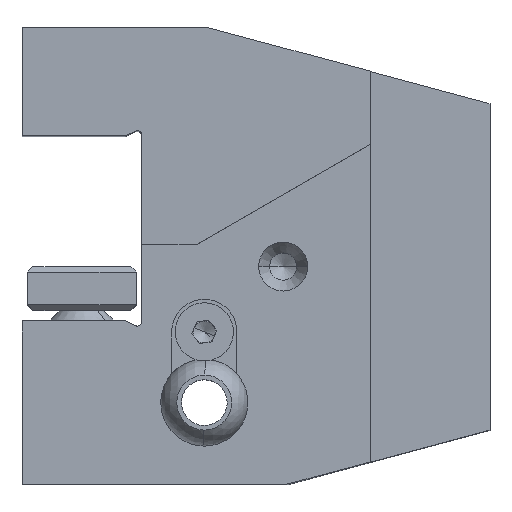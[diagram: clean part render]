
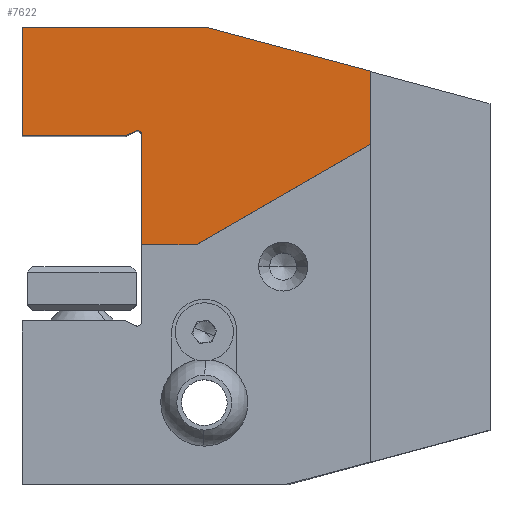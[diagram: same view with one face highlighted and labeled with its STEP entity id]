
A CAD part, top view. The second image highlights one B-rep face of the part: STEP entity #7622.
In plain terms, the highlighted planar face has unit normal (0, 0, 1).
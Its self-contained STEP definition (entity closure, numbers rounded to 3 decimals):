
#4 = CARTESIAN_POINT ( 'NONE',  ( -31.37, 9.991, 48.443 ) ) ;
#56 = CARTESIAN_POINT ( 'NONE',  ( -9.801, 15.504, 48.443 ) ) ;
#389 = VECTOR ( 'NONE', #2403, 1000. ) ;
#406 = CARTESIAN_POINT ( 'NONE',  ( -25.801, -0.444, 48.443 ) ) ;
#465 = CARTESIAN_POINT ( 'NONE',  ( -32.301, 9.556, 48.443 ) ) ;
#505 = VECTOR ( 'NONE', #2535, 1000. ) ;
#535 = LINE ( 'NONE', #2773, #4390 ) ;
#567 = EDGE_CURVE ( 'NONE', #5277, #1291, #6053, .T. ) ;
#649 = CARTESIAN_POINT ( 'NONE',  ( -9.801, 8.794, 48.443 ) ) ;
#753 = ORIENTED_EDGE ( 'NONE', *, *, #3198, .T. ) ;
#988 = ORIENTED_EDGE ( 'NONE', *, *, #5323, .F. ) ;
#1197 = CARTESIAN_POINT ( 'NONE',  ( -41.801, 19.556, 48.443 ) ) ;
#1291 = VERTEX_POINT ( 'NONE', #7593 ) ;
#1465 = VECTOR ( 'NONE', #6737, 1000. ) ;
#1488 = CARTESIAN_POINT ( 'NONE',  ( -41.801, 9.556, 48.443 ) ) ;
#1659 = CARTESIAN_POINT ( 'NONE',  ( -31.201, 9.628, 48.443 ) ) ;
#1701 = VERTEX_POINT ( 'NONE', #3759 ) ;
#1753 = FACE_OUTER_BOUND ( 'NONE', #2874, .T. ) ;
#1755 = ORIENTED_EDGE ( 'NONE', *, *, #4788, .F. ) ;
#1788 = VECTOR ( 'NONE', #7632, 1000. ) ;
#1941 = ORIENTED_EDGE ( 'NONE', *, *, #567, .F. ) ;
#1979 = VECTOR ( 'NONE', #6446, 1000. ) ;
#2403 = DIRECTION ( 'NONE',  ( 0.966, -0.259, 0. ) ) ;
#2535 = DIRECTION ( 'NONE',  ( -1., 0., 0. ) ) ;
#2592 = LINE ( 'NONE', #8247, #4865 ) ;
#2773 = CARTESIAN_POINT ( 'NONE',  ( -41.801, 19.556, 48.443 ) ) ;
#2777 = DIRECTION ( 'NONE',  ( -1., 0., 0. ) ) ;
#2874 = EDGE_LOOP ( 'NONE', ( #6345, #1755, #8256, #7170, #753, #5873, #1941, #5759, #988, #6167 ) ) ;
#3198 = EDGE_CURVE ( 'NONE', #1701, #4662, #535, .T. ) ;
#3318 = CIRCLE ( 'NONE', #7499, 0.4 ) ;
#3529 = DIRECTION ( 'NONE',  ( 0., 0., 1. ) ) ;
#3759 = CARTESIAN_POINT ( 'NONE',  ( -41.801, 19.556, 48.443 ) ) ;
#3857 = EDGE_CURVE ( 'NONE', #6111, #5277, #3318, .T. ) ;
#4245 = VERTEX_POINT ( 'NONE', #649 ) ;
#4390 = VECTOR ( 'NONE', #7242, 1000. ) ;
#4410 = CARTESIAN_POINT ( 'NONE',  ( -30.801, 9.628, 48.443 ) ) ;
#4454 = LINE ( 'NONE', #5627, #389 ) ;
#4471 = CARTESIAN_POINT ( 'NONE',  ( -30.801, -0.444, 48.443 ) ) ;
#4536 = AXIS2_PLACEMENT_3D ( 'NONE', #6006, #3529, #7278 ) ;
#4662 = VERTEX_POINT ( 'NONE', #4841 ) ;
#4788 = EDGE_CURVE ( 'NONE', #5426, #4245, #2592, .T. ) ;
#4841 = CARTESIAN_POINT ( 'NONE',  ( -41.801, 9.556, 48.443 ) ) ;
#4856 = LINE ( 'NONE', #1197, #505 ) ;
#4865 = VECTOR ( 'NONE', #5716, 1000. ) ;
#4927 = VECTOR ( 'NONE', #6943, 1000. ) ;
#4953 = VERTEX_POINT ( 'NONE', #5832 ) ;
#5155 = LINE ( 'NONE', #4410, #1788 ) ;
#5277 = VERTEX_POINT ( 'NONE', #4 ) ;
#5323 = EDGE_CURVE ( 'NONE', #4953, #6111, #5155, .T. ) ;
#5348 = LINE ( 'NONE', #4471, #1979 ) ;
#5373 = EDGE_CURVE ( 'NONE', #5834, #1701, #4856, .T. ) ;
#5426 = VERTEX_POINT ( 'NONE', #56 ) ;
#5469 = EDGE_CURVE ( 'NONE', #4953, #7174, #5348, .T. ) ;
#5627 = CARTESIAN_POINT ( 'NONE',  ( -24.926, 19.556, 48.443 ) ) ;
#5661 = CARTESIAN_POINT ( 'NONE',  ( -30.801, 9.628, 48.443 ) ) ;
#5716 = DIRECTION ( 'NONE',  ( 0., -1., 0. ) ) ;
#5759 = ORIENTED_EDGE ( 'NONE', *, *, #3857, .F. ) ;
#5832 = CARTESIAN_POINT ( 'NONE',  ( -30.801, -0.444, 48.443 ) ) ;
#5834 = VERTEX_POINT ( 'NONE', #6686 ) ;
#5873 = ORIENTED_EDGE ( 'NONE', *, *, #7103, .F. ) ;
#6006 = CARTESIAN_POINT ( 'NONE',  ( -41.801, -22.444, 48.443 ) ) ;
#6053 = LINE ( 'NONE', #465, #1465 ) ;
#6069 = EDGE_CURVE ( 'NONE', #5834, #5426, #4454, .T. ) ;
#6111 = VERTEX_POINT ( 'NONE', #5661 ) ;
#6112 = DIRECTION ( 'NONE',  ( 0., 0., 1. ) ) ;
#6167 = ORIENTED_EDGE ( 'NONE', *, *, #5469, .T. ) ;
#6329 = CARTESIAN_POINT ( 'NONE',  ( -25.801, -0.444, 48.443 ) ) ;
#6345 = ORIENTED_EDGE ( 'NONE', *, *, #6705, .T. ) ;
#6446 = DIRECTION ( 'NONE',  ( 1., 0., 0. ) ) ;
#6686 = CARTESIAN_POINT ( 'NONE',  ( -24.926, 19.556, 48.443 ) ) ;
#6705 = EDGE_CURVE ( 'NONE', #7174, #4245, #7737, .T. ) ;
#6737 = DIRECTION ( 'NONE',  ( -0.906, -0.423, 0. ) ) ;
#6749 = DIRECTION ( 'NONE',  ( -1., 0., 0. ) ) ;
#6943 = DIRECTION ( 'NONE',  ( 0.866, 0.5, 0. ) ) ;
#7103 = EDGE_CURVE ( 'NONE', #1291, #4662, #7125, .T. ) ;
#7125 = LINE ( 'NONE', #1488, #7327 ) ;
#7170 = ORIENTED_EDGE ( 'NONE', *, *, #5373, .T. ) ;
#7174 = VERTEX_POINT ( 'NONE', #406 ) ;
#7242 = DIRECTION ( 'NONE',  ( 0., -1., 0. ) ) ;
#7278 = DIRECTION ( 'NONE',  ( 1., 0., 0. ) ) ;
#7327 = VECTOR ( 'NONE', #2777, 1000. ) ;
#7499 = AXIS2_PLACEMENT_3D ( 'NONE', #1659, #6112, #6749 ) ;
#7593 = CARTESIAN_POINT ( 'NONE',  ( -32.301, 9.556, 48.443 ) ) ;
#7622 = ADVANCED_FACE ( 'NONE', ( #1753 ), #7896, .T. ) ;
#7632 = DIRECTION ( 'NONE',  ( 0., 1., 0. ) ) ;
#7737 = LINE ( 'NONE', #6329, #4927 ) ;
#7896 = PLANE ( 'NONE',  #4536 ) ;
#8247 = CARTESIAN_POINT ( 'NONE',  ( -9.801, 15.504, 48.443 ) ) ;
#8256 = ORIENTED_EDGE ( 'NONE', *, *, #6069, .F. ) ;
